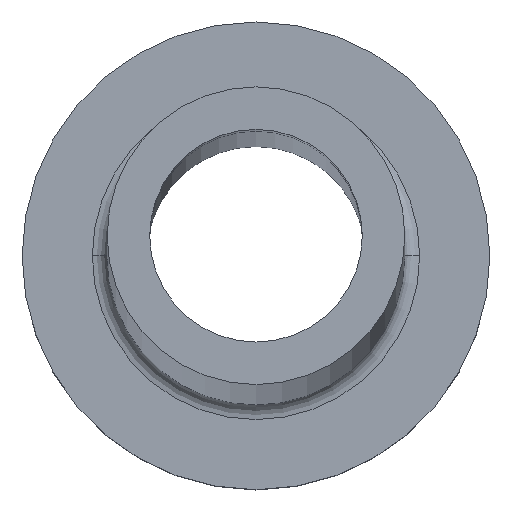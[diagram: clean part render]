
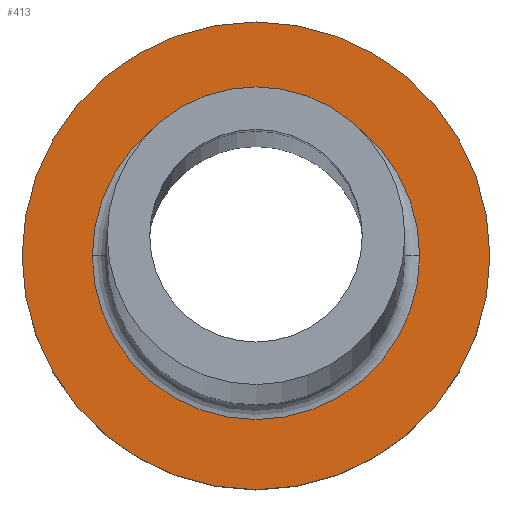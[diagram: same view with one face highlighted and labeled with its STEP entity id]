
A CAD part, top view. The second image highlights one B-rep face of the part: STEP entity #413.
In plain terms, the highlighted planar face has unit normal (0, 0, 1).
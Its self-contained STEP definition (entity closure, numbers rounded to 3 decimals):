
#13 = DIRECTION ( 'NONE',  ( 1., 0., 0. ) ) ;
#28 = DIRECTION ( 'NONE',  ( 1., 0., 0. ) ) ;
#30 = VERTEX_POINT ( 'NONE', #167 ) ;
#32 = ORIENTED_EDGE ( 'NONE', *, *, #164, .T. ) ;
#40 = PLANE ( 'NONE',  #110 ) ;
#51 = CARTESIAN_POINT ( 'NONE',  ( 0., 0., 7. ) ) ;
#71 = EDGE_CURVE ( 'NONE', #339, #328, #193, .T. ) ;
#99 = CARTESIAN_POINT ( 'NONE',  ( 0., 0., 7. ) ) ;
#102 = DIRECTION ( 'NONE',  ( 1., 0., 0. ) ) ;
#104 = ORIENTED_EDGE ( 'NONE', *, *, #420, .T. ) ;
#106 = DIRECTION ( 'NONE',  ( 0., 0., 1. ) ) ;
#110 = AXIS2_PLACEMENT_3D ( 'NONE', #51, #263, #13 ) ;
#120 = EDGE_LOOP ( 'NONE', ( #394, #32 ) ) ;
#125 = AXIS2_PLACEMENT_3D ( 'NONE', #99, #176, #102 ) ;
#127 = CARTESIAN_POINT ( 'NONE',  ( 0., 0., 7. ) ) ;
#133 = CARTESIAN_POINT ( 'NONE',  ( 11., 0., 7. ) ) ;
#141 = CARTESIAN_POINT ( 'NONE',  ( 0., 0., 7. ) ) ;
#148 = CIRCLE ( 'NONE', #358, 11. ) ;
#164 = EDGE_CURVE ( 'NONE', #210, #30, #148, .T. ) ;
#167 = CARTESIAN_POINT ( 'NONE',  ( -11., 0., 7. ) ) ;
#176 = DIRECTION ( 'NONE',  ( 0., 0., -1. ) ) ;
#178 = FACE_BOUND ( 'NONE', #430, .T. ) ;
#180 = CARTESIAN_POINT ( 'NONE',  ( 7.7, 0., 7. ) ) ;
#190 = CARTESIAN_POINT ( 'NONE',  ( 0., 0., 7. ) ) ;
#193 = CIRCLE ( 'NONE', #125, 7.7 ) ;
#195 = CIRCLE ( 'NONE', #316, 7.7 ) ;
#210 = VERTEX_POINT ( 'NONE', #133 ) ;
#230 = CIRCLE ( 'NONE', #417, 11. ) ;
#247 = DIRECTION ( 'NONE',  ( 1., 0., 0. ) ) ;
#250 = CARTESIAN_POINT ( 'NONE',  ( -7.7, 0., 7. ) ) ;
#263 = DIRECTION ( 'NONE',  ( 0., 0., 1. ) ) ;
#271 = DIRECTION ( 'NONE',  ( 0., 0., 1. ) ) ;
#301 = DIRECTION ( 'NONE',  ( 1., 0., 0. ) ) ;
#305 = EDGE_CURVE ( 'NONE', #30, #210, #230, .T. ) ;
#316 = AXIS2_PLACEMENT_3D ( 'NONE', #190, #403, #301 ) ;
#328 = VERTEX_POINT ( 'NONE', #250 ) ;
#332 = ORIENTED_EDGE ( 'NONE', *, *, #71, .T. ) ;
#339 = VERTEX_POINT ( 'NONE', #180 ) ;
#358 = AXIS2_PLACEMENT_3D ( 'NONE', #141, #106, #247 ) ;
#394 = ORIENTED_EDGE ( 'NONE', *, *, #305, .T. ) ;
#403 = DIRECTION ( 'NONE',  ( 0., 0., -1. ) ) ;
#413 = ADVANCED_FACE ( 'NONE', ( #178, #436 ), #40, .T. ) ;
#417 = AXIS2_PLACEMENT_3D ( 'NONE', #127, #271, #28 ) ;
#420 = EDGE_CURVE ( 'NONE', #328, #339, #195, .T. ) ;
#430 = EDGE_LOOP ( 'NONE', ( #332, #104 ) ) ;
#436 = FACE_OUTER_BOUND ( 'NONE', #120, .T. ) ;
